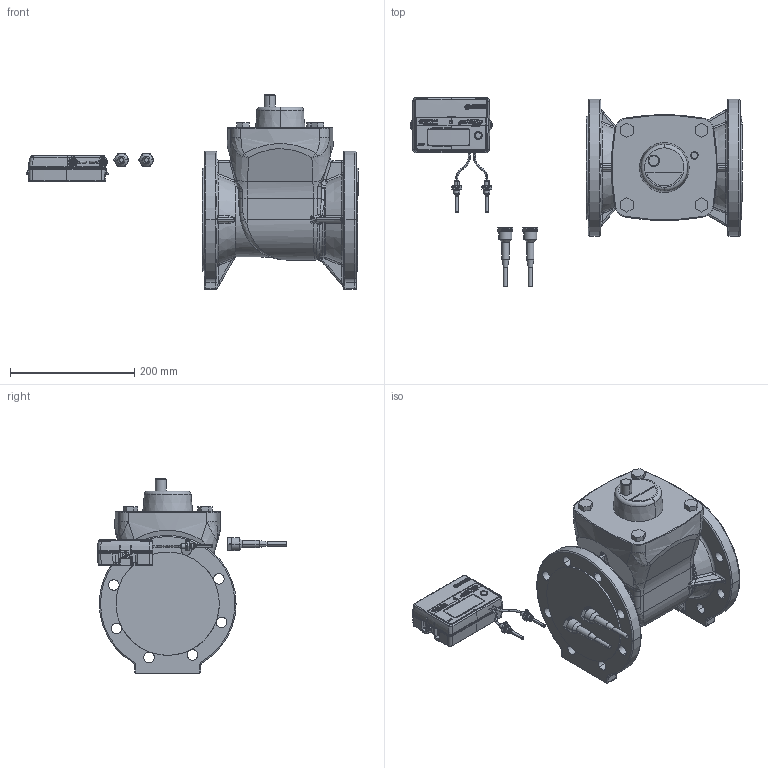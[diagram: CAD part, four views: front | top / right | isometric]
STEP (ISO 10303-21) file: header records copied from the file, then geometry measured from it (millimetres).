
FILE_DESCRIPTION(('CATIA V5 STEP Exchange','CAx-IF Rec.Pracs.--- Model Styling and Organization---1.4--- 2014-01-23','CAx-IF Rec.Pracs.---3D Tessellated Data Validation Properties---0.5---2014-09-14'),'2;1');
FILE_NAME('STEP_750412_-_TST.stp','2021-11-05T07:12:41+00:00',('none'),('none'),'CATIA Version 5-6 Release 2019 SP3','CATIA V5 STEP AP242 v1','none');
FILE_SCHEMA(('AP242_MANAGED_MODEL_BASED_3D_ENGINEERING_MIM_LF {1 0 10303 442 1 1 4}'));
Products named in the file (1): 750412 - TST
Bounding box: 533.63 x 303.5 x 313 mm (x, y, z)
Volume: 7240077.8 mm3; surface area: 412309.4 mm2
Topology: 5 solids, 62 shells, 2728 faces, 7335 edges, 4607 vertices
Faces by surface type: bspline 713, plane 643, cylinder 594, torus 334, cone 181, extrusion 161, sphere 94, revolution 8
Entity records: 138340 total; most frequent: CARTESIAN_POINT 80426, ORIENTED_EDGE 13817, EDGE_CURVE 7228, DIRECTION 6839, VERTEX_POINT 4607, B_SPLINE_CURVE_WITH_KNOTS 3515, AXIS2_PLACEMENT_3D 3014, EDGE_LOOP 2870
